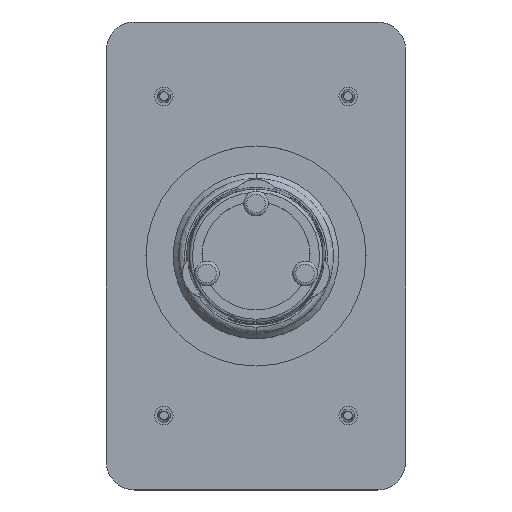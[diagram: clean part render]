
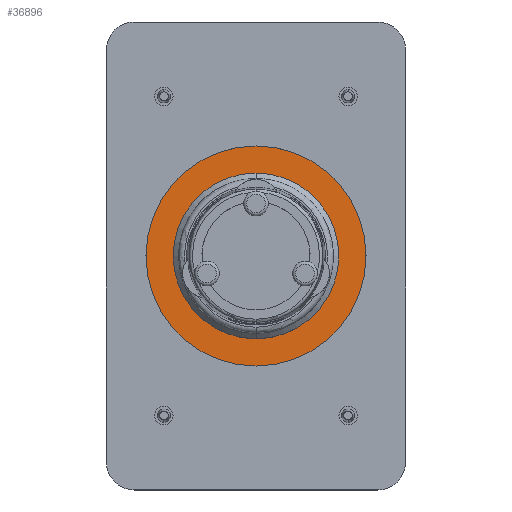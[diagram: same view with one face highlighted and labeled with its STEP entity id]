
A CAD part, top view. The second image highlights one B-rep face of the part: STEP entity #36896.
In plain terms, the highlighted planar face has unit normal (0, 0, 1).
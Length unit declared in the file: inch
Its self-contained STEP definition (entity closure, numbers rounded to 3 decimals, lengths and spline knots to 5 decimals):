
#12 = CIRCLE ( 'NONE', #18529, 0.843 ) ;
#376 = AXIS2_PLACEMENT_3D ( 'NONE', #50636, #57824, #53145 ) ;
#7172 = DIRECTION ( 'NONE',  ( 0., 0., -1. ) ) ;
#7610 = DIRECTION ( 'NONE',  ( 0., 1., 0. ) ) ;
#8740 = VERTEX_POINT ( 'NONE', #83365 ) ;
#10842 = VERTEX_POINT ( 'NONE', #66463 ) ;
#12311 = EDGE_CURVE ( 'NONE', #10842, #70297, #61781, .T. ) ;
#13597 = ORIENTED_EDGE ( 'NONE', *, *, #31789, .T. ) ;
#13807 = FACE_OUTER_BOUND ( 'NONE', #25115, .T. ) ;
#16149 = AXIS2_PLACEMENT_3D ( 'NONE', #52741, #72921, #79231 ) ;
#18529 = AXIS2_PLACEMENT_3D ( 'NONE', #62128, #7172, #7610 ) ;
#19224 = EDGE_CURVE ( 'NONE', #8740, #74127, #40041, .T. ) ;
#20120 = FACE_BOUND ( 'NONE', #24183, .T. ) ;
#24183 = EDGE_LOOP ( 'NONE', ( #63634, #79065 ) ) ;
#24342 = AXIS2_PLACEMENT_3D ( 'NONE', #66566, #26258, #74169 ) ;
#25115 = EDGE_LOOP ( 'NONE', ( #69908, #13597 ) ) ;
#26258 = DIRECTION ( 'NONE',  ( 0., 0., 1. ) ) ;
#26311 = DIRECTION ( 'NONE',  ( 0., 0., -1. ) ) ;
#31789 = EDGE_CURVE ( 'NONE', #74127, #8740, #41768, .T. ) ;
#33795 = CARTESIAN_POINT ( 'NONE',  ( 0., 0.843, 0.34 ) ) ;
#36896 = ADVANCED_FACE ( 'NONE', ( #13807, #20120 ), #80510, .F. ) ;
#39795 = AXIS2_PLACEMENT_3D ( 'NONE', #74691, #26311, #80953 ) ;
#40041 = CIRCLE ( 'NONE', #24342, 1.12 ) ;
#41768 = CIRCLE ( 'NONE', #376, 1.12 ) ;
#42194 = CARTESIAN_POINT ( 'NONE',  ( -1.12, 0., 0.34 ) ) ;
#50636 = CARTESIAN_POINT ( 'NONE',  ( 0., 0., 0.34 ) ) ;
#52741 = CARTESIAN_POINT ( 'NONE',  ( 0., 0., 0.34 ) ) ;
#53145 = DIRECTION ( 'NONE',  ( -1., 0., 0. ) ) ;
#57824 = DIRECTION ( 'NONE',  ( 0., 0., 1. ) ) ;
#61781 = CIRCLE ( 'NONE', #16149, 0.843 ) ;
#62128 = CARTESIAN_POINT ( 'NONE',  ( 0., 0., 0.34 ) ) ;
#63634 = ORIENTED_EDGE ( 'NONE', *, *, #88375, .T. ) ;
#66463 = CARTESIAN_POINT ( 'NONE',  ( 0., -0.843, 0.34 ) ) ;
#66566 = CARTESIAN_POINT ( 'NONE',  ( 0., 0., 0.34 ) ) ;
#69908 = ORIENTED_EDGE ( 'NONE', *, *, #19224, .T. ) ;
#70297 = VERTEX_POINT ( 'NONE', #33795 ) ;
#72921 = DIRECTION ( 'NONE',  ( 0., 0., -1. ) ) ;
#74127 = VERTEX_POINT ( 'NONE', #42194 ) ;
#74169 = DIRECTION ( 'NONE',  ( -1., 0., 0. ) ) ;
#74691 = CARTESIAN_POINT ( 'NONE',  ( 1.788, -2.46555, 0.34 ) ) ;
#79065 = ORIENTED_EDGE ( 'NONE', *, *, #12311, .T. ) ;
#79231 = DIRECTION ( 'NONE',  ( 0., 1., 0. ) ) ;
#80510 = PLANE ( 'NONE',  #39795 ) ;
#80953 = DIRECTION ( 'NONE',  ( 1., 0., 0. ) ) ;
#83365 = CARTESIAN_POINT ( 'NONE',  ( 1.12, 0., 0.34 ) ) ;
#88375 = EDGE_CURVE ( 'NONE', #70297, #10842, #12, .T. ) ;
